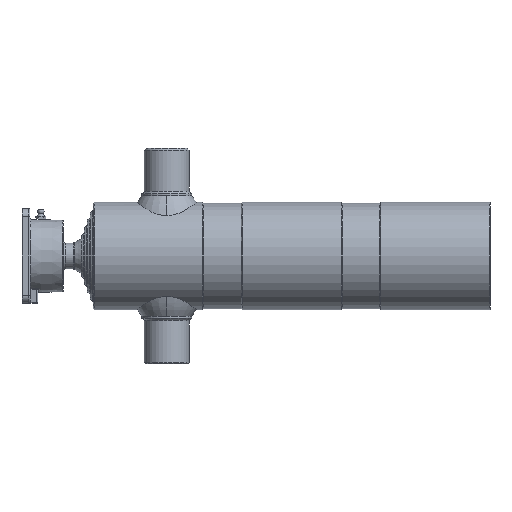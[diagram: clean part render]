
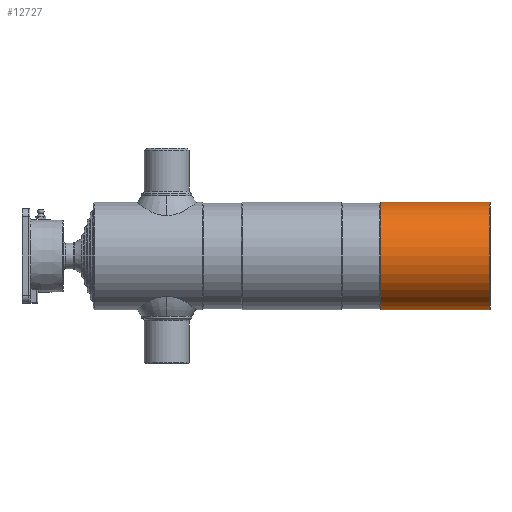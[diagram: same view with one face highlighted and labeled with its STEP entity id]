
A CAD part, left-side view. The second image highlights one B-rep face of the part: STEP entity #12727.
In plain terms, the highlighted cylindrical face has radius 54 mm (diameter 108 mm), a partial arc.
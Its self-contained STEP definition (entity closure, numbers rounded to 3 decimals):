
#210 = CIRCLE ( 'NONE', #2095, 54. ) ;
#920 = VERTEX_POINT ( 'NONE', #4201 ) ;
#1099 = AXIS2_PLACEMENT_3D ( 'NONE', #1908, #14544, #10763 ) ;
#1252 = CIRCLE ( 'NONE', #5494, 54. ) ;
#1856 = CARTESIAN_POINT ( 'NONE',  ( 0., 117.089, 54. ) ) ;
#1905 = LINE ( 'NONE', #5320, #8657 ) ;
#1908 = CARTESIAN_POINT ( 'NONE',  ( 0., -10.371, 0. ) ) ;
#2095 = AXIS2_PLACEMENT_3D ( 'NONE', #3586, #12443, #4839 ) ;
#3506 = DIRECTION ( 'NONE',  ( 0., -1., 0. ) ) ;
#3586 = CARTESIAN_POINT ( 'NONE',  ( 0., 7.589, 0. ) ) ;
#3825 = CARTESIAN_POINT ( 'NONE',  ( 0., 7.589, -54. ) ) ;
#4201 = CARTESIAN_POINT ( 'NONE',  ( 0., 7.589, 54. ) ) ;
#4716 = VERTEX_POINT ( 'NONE', #3825 ) ;
#4839 = DIRECTION ( 'NONE',  ( 0., 0., -1. ) ) ;
#5320 = CARTESIAN_POINT ( 'NONE',  ( 0., -10.371, -54. ) ) ;
#5343 = LINE ( 'NONE', #11548, #15113 ) ;
#5494 = AXIS2_PLACEMENT_3D ( 'NONE', #11096, #3506, #12376 ) ;
#5537 = CYLINDRICAL_SURFACE ( 'NONE', #1099, 54. ) ;
#6152 = EDGE_CURVE ( 'NONE', #7096, #4716, #1905, .T. ) ;
#6551 = EDGE_CURVE ( 'NONE', #4716, #920, #210, .T. ) ;
#7096 = VERTEX_POINT ( 'NONE', #12421 ) ;
#7263 = ORIENTED_EDGE ( 'NONE', *, *, #11325, .T. ) ;
#8533 = EDGE_LOOP ( 'NONE', ( #7263, #16015, #12832, #10526 ) ) ;
#8657 = VECTOR ( 'NONE', #8985, 1000. ) ;
#8985 = DIRECTION ( 'NONE',  ( 0., -1., 0. ) ) ;
#10526 = ORIENTED_EDGE ( 'NONE', *, *, #12513, .F. ) ;
#10763 = DIRECTION ( 'NONE',  ( 0., 0., 1. ) ) ;
#11096 = CARTESIAN_POINT ( 'NONE',  ( 0., 117.089, 0. ) ) ;
#11325 = EDGE_CURVE ( 'NONE', #11544, #7096, #1252, .T. ) ;
#11544 = VERTEX_POINT ( 'NONE', #1856 ) ;
#11548 = CARTESIAN_POINT ( 'NONE',  ( 0., -10.371, 54. ) ) ;
#12340 = FACE_OUTER_BOUND ( 'NONE', #8533, .T. ) ;
#12376 = DIRECTION ( 'NONE',  ( 0., 0., 1. ) ) ;
#12421 = CARTESIAN_POINT ( 'NONE',  ( 0., 117.089, -54. ) ) ;
#12443 = DIRECTION ( 'NONE',  ( 0., 1., 0. ) ) ;
#12513 = EDGE_CURVE ( 'NONE', #11544, #920, #5343, .T. ) ;
#12727 = ADVANCED_FACE ( 'NONE', ( #12340 ), #5537, .T. ) ;
#12823 = DIRECTION ( 'NONE',  ( 0., -1., 0. ) ) ;
#12832 = ORIENTED_EDGE ( 'NONE', *, *, #6551, .T. ) ;
#14544 = DIRECTION ( 'NONE',  ( 0., -1., 0. ) ) ;
#15113 = VECTOR ( 'NONE', #12823, 1000. ) ;
#16015 = ORIENTED_EDGE ( 'NONE', *, *, #6152, .T. ) ;
